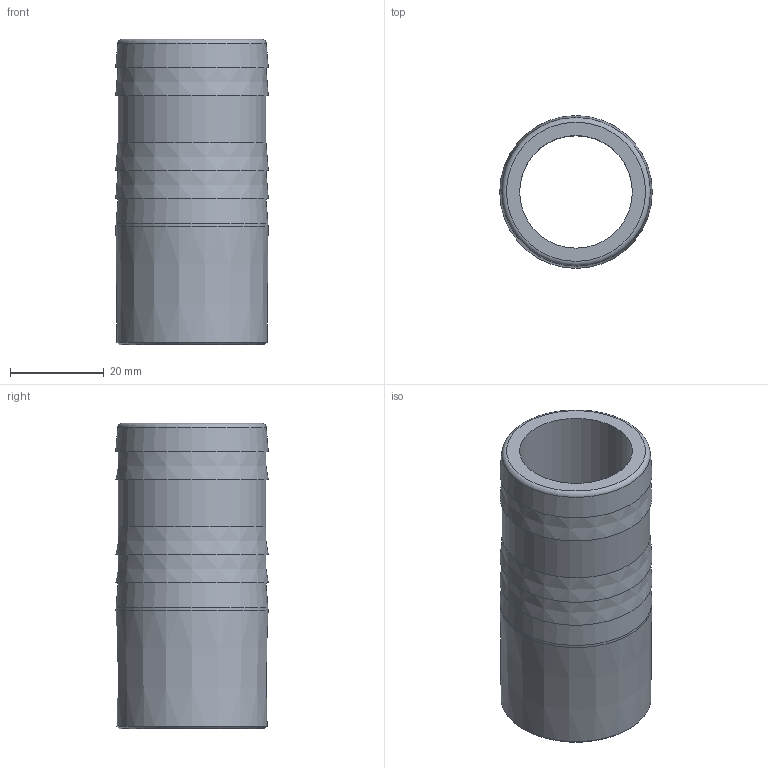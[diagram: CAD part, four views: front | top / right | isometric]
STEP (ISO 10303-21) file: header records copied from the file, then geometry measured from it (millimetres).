
FILE_DESCRIPTION(/* description */ (''),/* implementation_level */ '2;1');
FILE_NAME(/* name */ 'PVC HOSE CONNECTION SxS DIN 32-32MM GREY.stp',/* time_stamp */ '2023-05-13T10:23:29+08:00',/* author */ (''),/* organization */ (''),/* preprocessor_version */ 'ST-DEVELOPER v16',/* originating_system */ 'SIEMENS PLM Software NX 10.0',/* authorisation */ '');
FILE_SCHEMA (('AUTOMOTIVE_DESIGN { 1 0 10303 214 3 1 1 1 }'));
Length unit declared in the file: millimetre
Products named in the file (1): gelv1214D7C3km4j
Bounding box: 32.5 x 32.5 x 65.05 mm (x, y, z)
Volume: 21643.8 mm3; surface area: 12325.8 mm2
Topology: 1 solids, 1 shells, 20 faces, 41 edges, 28 vertices
Faces by surface type: cone 9, plane 7, cylinder 2, torus 2
Full cylindrical faces by diameter (mm): 24 x1, 31.5 x1
Entity records: 440 total; most frequent: DIRECTION 82, CARTESIAN_POINT 61, AXIS2_PLACEMENT_3D 41, FACE_BOUND 40, EDGE_LOOP 40, ORIENTED_EDGE 40, ADVANCED_FACE 20, VERTEX_POINT 20
